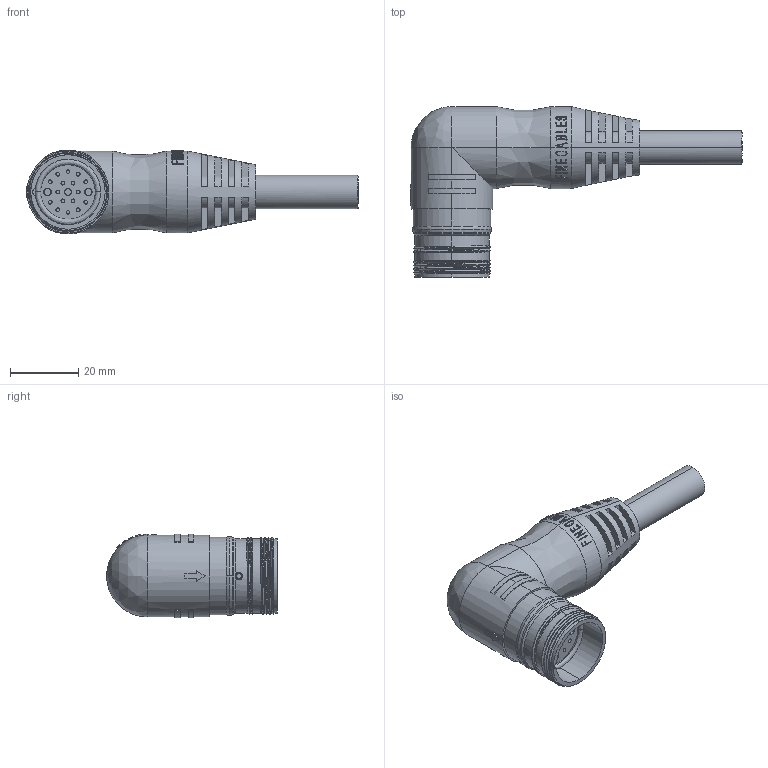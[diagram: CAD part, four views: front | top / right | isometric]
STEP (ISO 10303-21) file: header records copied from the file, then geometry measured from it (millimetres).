
FILE_DESCRIPTION (( 'STEP AP203' ), '1' );
FILE_NAME ('P374.STEP', '2020-04-15T07:14:15', ( 'edpusr' ), ( 'Microsoft' ), 'SwSTEP 2.0', 'SolidWorks 2015', '' );
FILE_SCHEMA (( 'CONFIG_CONTROL_DESIGN' ));
Length unit declared in the file: millimetre
Products named in the file (1): P374
Bounding box: 97.3 x 50 x 24.6 mm (x, y, z)
Volume: 35000.1 mm3; surface area: 12156.5 mm2
Topology: 3 solids, 3 shells, 515 faces, 1358 edges, 897 vertices
Faces by surface type: bspline 218, plane 147, cylinder 146, cone 4
Entity records: 29605 total; most frequent: CARTESIAN_POINT 18339, ORIENTED_EDGE 2714, DIRECTION 1606, EDGE_CURVE 1357, VERTEX_POINT 897, EDGE_LOOP 604, B_SPLINE_CURVE_WITH_KNOTS 562, AXIS2_PLACEMENT_3D 543
